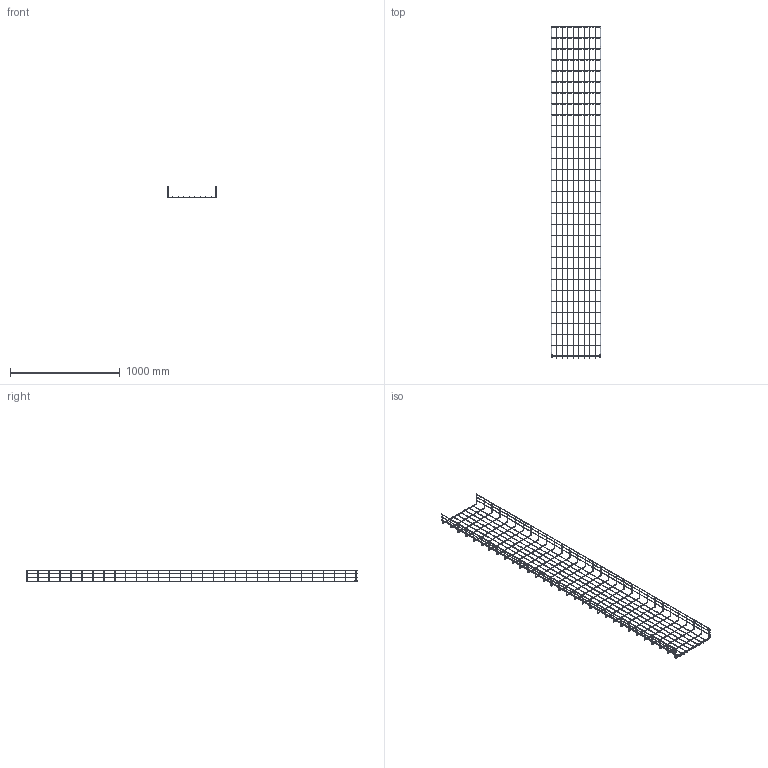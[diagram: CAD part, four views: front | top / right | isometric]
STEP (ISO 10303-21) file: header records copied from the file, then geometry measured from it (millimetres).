
FILE_DESCRIPTION(/* description */ (''),/* implementation_level */ '2;1');
FILE_NAME(/* name */ '6002413',/* time_stamp */ '2014-09-04T13:45:17+02:00',/* author */ (''),/* organization */ (''),/* preprocessor_version */ 'ST-DEVELOPER v15',/* originating_system */ '',/* authorisation */ '');
FILE_SCHEMA (('AUTOMOTIVE_DESIGN'));
Length unit declared in the file: millimetre
Products named in the file (2): Document; Block 01
Assembly tree (1 placements, depth 2):
  Document
    Block 01
Bounding box: 450 x 3024.29 x 108 mm (x, y, z)
Volume: 714636.2 mm3; surface area: 751978.9 mm2
Topology: 46 solids, 46 shells, 848 faces, 1816 edges, 1060 vertices
Faces by surface type: bspline 756, plane 92
Entity records: 58276 total; most frequent: CARTESIAN_POINT 48312, ORIENTED_EDGE 3632, EDGE_CURVE 1816, VERTEX_POINT 1060, ADVANCED_FACE 848, FACE_OUTER_BOUND 848, EDGE_LOOP 848, B_SPLINE_CURVE_WITH_KNOTS 452
